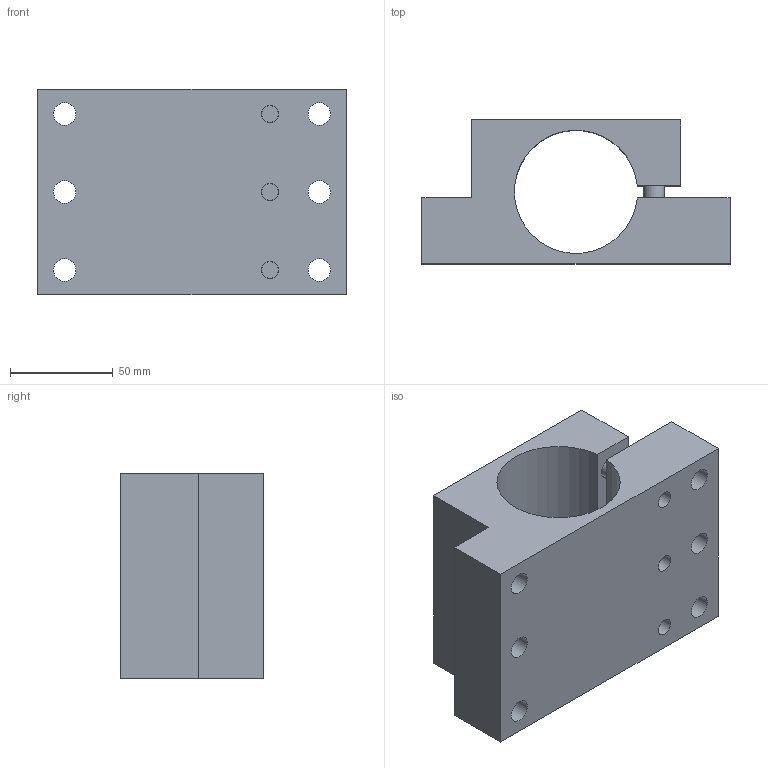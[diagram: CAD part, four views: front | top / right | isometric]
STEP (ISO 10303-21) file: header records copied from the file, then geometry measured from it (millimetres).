
FILE_DESCRIPTION((''),'2;1');
FILE_NAME('60017975.stp','2011-02-09T10:03:17',('rmorof'),(''),'Autodesk Inventor 2008','Autodesk Inventor 2008','');
FILE_SCHEMA(('CONFIG_CONTROL_DESIGN'));
Length unit declared in the file: millimetre
Products named in the file (1): Bauteil1
Bounding box: 150 x 70 x 100 mm (x, y, z)
Volume: 537444.7 mm3; surface area: 93028.8 mm2
Topology: 1 solids, 1 shells, 87 faces, 195 edges, 128 vertices
Faces by surface type: plane 38, bspline 33, cylinder 7, cone 6, torus 3
Full cylindrical faces by diameter (mm): 10 x3, 16 x3
Entity records: 2684 total; most frequent: CARTESIAN_POINT 906, DIRECTION 304, ORIENTED_EDGE 294, EDGE_LOOP 162, EDGE_CURVE 147, AXIS2_PLACEMENT_3D 120, VERTEX_POINT 119, FACE_OUTER_BOUND 87
